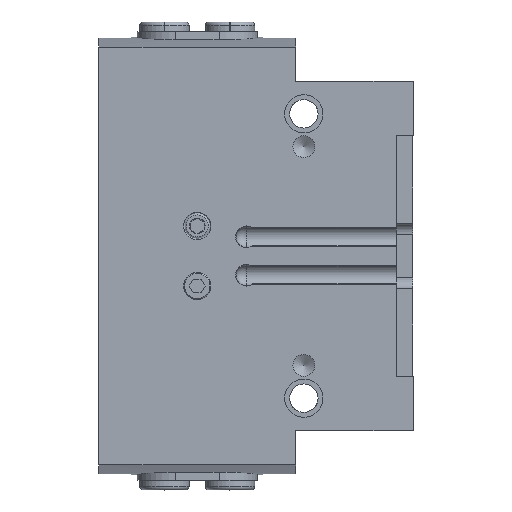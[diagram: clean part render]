
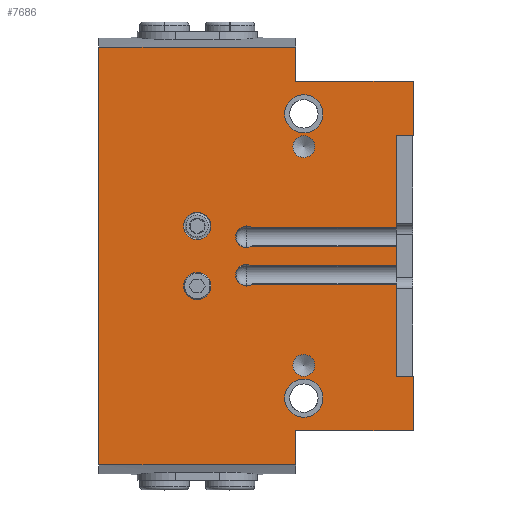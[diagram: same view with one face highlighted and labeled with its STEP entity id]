
A CAD part, left-side view. The second image highlights one B-rep face of the part: STEP entity #7686.
In plain terms, the highlighted planar face has unit normal (-1, 0, 0).
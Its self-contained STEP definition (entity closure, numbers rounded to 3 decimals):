
#364=CIRCLE('',#8140,2.5);
#365=CIRCLE('',#8141,2.5);
#366=CIRCLE('',#8142,2.);
#367=CIRCLE('',#8143,2.);
#368=CIRCLE('',#8144,3.5);
#369=CIRCLE('',#8145,3.5);
#370=CIRCLE('',#8146,2.);
#371=CIRCLE('',#8147,2.);
#817=ORIENTED_EDGE('',*,*,#2282,.F.);
#818=ORIENTED_EDGE('',*,*,#2283,.F.);
#819=ORIENTED_EDGE('',*,*,#2284,.F.);
#820=ORIENTED_EDGE('',*,*,#2285,.F.);
#821=ORIENTED_EDGE('',*,*,#2286,.F.);
#822=ORIENTED_EDGE('',*,*,#2287,.F.);
#823=ORIENTED_EDGE('',*,*,#2135,.T.);
#824=ORIENTED_EDGE('',*,*,#2288,.T.);
#825=ORIENTED_EDGE('',*,*,#2289,.T.);
#826=ORIENTED_EDGE('',*,*,#2207,.F.);
#827=ORIENTED_EDGE('',*,*,#2290,.F.);
#828=ORIENTED_EDGE('',*,*,#2176,.T.);
#829=ORIENTED_EDGE('',*,*,#2291,.T.);
#830=ORIENTED_EDGE('',*,*,#2138,.F.);
#831=ORIENTED_EDGE('',*,*,#2292,.F.);
#832=ORIENTED_EDGE('',*,*,#2172,.T.);
#833=ORIENTED_EDGE('',*,*,#2293,.T.);
#834=ORIENTED_EDGE('',*,*,#2294,.T.);
#835=ORIENTED_EDGE('',*,*,#2127,.T.);
#836=ORIENTED_EDGE('',*,*,#2295,.F.);
#837=ORIENTED_EDGE('',*,*,#2296,.T.);
#838=ORIENTED_EDGE('',*,*,#2045,.F.);
#839=ORIENTED_EDGE('',*,*,#2297,.F.);
#840=ORIENTED_EDGE('',*,*,#2055,.T.);
#841=ORIENTED_EDGE('',*,*,#2298,.T.);
#842=ORIENTED_EDGE('',*,*,#2299,.T.);
#2045=EDGE_CURVE('',#2796,#2793,#3336,.T.);
#2055=EDGE_CURVE('',#2807,#2806,#3339,.T.);
#2127=EDGE_CURVE('',#2877,#2878,#3373,.T.);
#2135=EDGE_CURVE('',#2886,#2884,#3378,.T.);
#2138=EDGE_CURVE('',#2888,#2889,#3381,.T.);
#2172=EDGE_CURVE('',#2915,#2914,#3404,.T.);
#2176=EDGE_CURVE('',#2919,#2918,#3406,.T.);
#2207=EDGE_CURVE('',#2942,#2943,#3428,.T.);
#2282=EDGE_CURVE('',#3000,#3000,#364,.F.);
#2283=EDGE_CURVE('',#3001,#3001,#365,.T.);
#2284=EDGE_CURVE('',#3002,#3002,#366,.T.);
#2285=EDGE_CURVE('',#3003,#3003,#367,.T.);
#2286=EDGE_CURVE('',#3004,#3004,#368,.T.);
#2287=EDGE_CURVE('',#3005,#3005,#369,.T.);
#2288=EDGE_CURVE('',#2884,#3006,#3477,.T.);
#2289=EDGE_CURVE('',#3006,#2943,#3478,.T.);
#2290=EDGE_CURVE('',#2919,#2942,#370,.T.);
#2291=EDGE_CURVE('',#2918,#2889,#3479,.T.);
#2292=EDGE_CURVE('',#2915,#2888,#371,.T.);
#2293=EDGE_CURVE('',#2914,#3007,#3480,.T.);
#2294=EDGE_CURVE('',#3007,#2877,#3481,.T.);
#2295=EDGE_CURVE('',#3008,#2878,#3482,.T.);
#2296=EDGE_CURVE('',#3008,#2793,#3483,.T.);
#2297=EDGE_CURVE('',#2807,#2796,#3484,.T.);
#2298=EDGE_CURVE('',#2806,#3009,#3485,.T.);
#2299=EDGE_CURVE('',#3009,#2886,#3486,.T.);
#2793=VERTEX_POINT('',#10329);
#2796=VERTEX_POINT('',#10334);
#2806=VERTEX_POINT('',#10375);
#2807=VERTEX_POINT('',#10377);
#2877=VERTEX_POINT('',#10683);
#2878=VERTEX_POINT('',#10684);
#2884=VERTEX_POINT('',#10698);
#2886=VERTEX_POINT('',#10701);
#2888=VERTEX_POINT('',#10707);
#2889=VERTEX_POINT('',#10708);
#2914=VERTEX_POINT('',#10795);
#2915=VERTEX_POINT('',#10797);
#2918=VERTEX_POINT('',#10808);
#2919=VERTEX_POINT('',#10810);
#2942=VERTEX_POINT('',#10893);
#2943=VERTEX_POINT('',#10894);
#3000=VERTEX_POINT('',#11099);
#3001=VERTEX_POINT('',#11101);
#3002=VERTEX_POINT('',#11103);
#3003=VERTEX_POINT('',#11105);
#3004=VERTEX_POINT('',#11107);
#3005=VERTEX_POINT('',#11109);
#3006=VERTEX_POINT('',#11111);
#3007=VERTEX_POINT('',#11117);
#3008=VERTEX_POINT('',#11120);
#3009=VERTEX_POINT('',#11124);
#3336=LINE('',#10335,#3804);
#3339=LINE('',#10376,#3807);
#3373=LINE('',#10682,#3841);
#3378=LINE('',#10700,#3846);
#3381=LINE('',#10706,#3849);
#3404=LINE('',#10796,#3872);
#3406=LINE('',#10809,#3874);
#3428=LINE('',#10892,#3896);
#3477=LINE('',#11110,#3945);
#3478=LINE('',#11112,#3946);
#3479=LINE('',#11114,#3947);
#3480=LINE('',#11116,#3948);
#3481=LINE('',#11118,#3949);
#3482=LINE('',#11119,#3950);
#3483=LINE('',#11121,#3951);
#3484=LINE('',#11122,#3952);
#3485=LINE('',#11123,#3953);
#3486=LINE('',#11125,#3954);
#3804=VECTOR('',#8650,1000.);
#3807=VECTOR('',#8661,1000.);
#3841=VECTOR('',#8771,1000.);
#3846=VECTOR('',#8784,1000.);
#3849=VECTOR('',#8789,1000.);
#3872=VECTOR('',#8842,1000.);
#3874=VECTOR('',#8848,1000.);
#3896=VECTOR('',#8896,1000.);
#3945=VECTOR('',#9025,1000.);
#3946=VECTOR('',#9026,1000.);
#3947=VECTOR('',#9029,1000.);
#3948=VECTOR('',#9032,1000.);
#3949=VECTOR('',#9033,1000.);
#3950=VECTOR('',#9034,1000.);
#3951=VECTOR('',#9035,1000.);
#3952=VECTOR('',#9036,1000.);
#3953=VECTOR('',#9037,1000.);
#3954=VECTOR('',#9038,1000.);
#4354=EDGE_LOOP('',(#817));
#4355=EDGE_LOOP('',(#818));
#4356=EDGE_LOOP('',(#819));
#4357=EDGE_LOOP('',(#820));
#4358=EDGE_LOOP('',(#821));
#4359=EDGE_LOOP('',(#822));
#4360=EDGE_LOOP('',(#823,#824,#825,#826,#827,#828,#829,#830,#831,#832,#833,
#834,#835,#836,#837,#838,#839,#840,#841,#842));
#4892=FACE_BOUND('',#4354,.T.);
#4893=FACE_BOUND('',#4355,.T.);
#4894=FACE_BOUND('',#4356,.T.);
#4895=FACE_BOUND('',#4357,.T.);
#4896=FACE_BOUND('',#4358,.T.);
#4897=FACE_BOUND('',#4359,.T.);
#4898=FACE_BOUND('',#4360,.T.);
#5375=PLANE('',#8139);
#7686=ADVANCED_FACE('',(#4892,#4893,#4894,#4895,#4896,#4897,#4898),#5375,
 .F.);
#8139=AXIS2_PLACEMENT_3D('',#11097,#9011,#9012);
#8140=AXIS2_PLACEMENT_3D('',#11098,#9013,#9014);
#8141=AXIS2_PLACEMENT_3D('',#11100,#9015,#9016);
#8142=AXIS2_PLACEMENT_3D('',#11102,#9017,#9018);
#8143=AXIS2_PLACEMENT_3D('',#11104,#9019,#9020);
#8144=AXIS2_PLACEMENT_3D('',#11106,#9021,#9022);
#8145=AXIS2_PLACEMENT_3D('',#11108,#9023,#9024);
#8146=AXIS2_PLACEMENT_3D('',#11113,#9027,#9028);
#8147=AXIS2_PLACEMENT_3D('',#11115,#9030,#9031);
#8650=DIRECTION('',(0.,-1.,0.));
#8661=DIRECTION('',(0.,-1.,0.));
#8771=DIRECTION('',(0.,0.,1.));
#8784=DIRECTION('',(0.,0.,1.));
#8789=DIRECTION('',(0.,-1.,0.));
#8842=DIRECTION('',(0.,-1.,0.));
#8848=DIRECTION('',(0.,-1.,0.));
#8896=DIRECTION('',(0.,-1.,0.));
#9011=DIRECTION('',(1.,0.,0.));
#9012=DIRECTION('',(0.,0.,-1.));
#9013=DIRECTION('',(1.,0.,0.));
#9014=DIRECTION('',(0.,0.,-1.));
#9015=DIRECTION('',(-1.,0.,0.));
#9016=DIRECTION('',(0.,0.,1.));
#9017=DIRECTION('',(-1.,0.,0.));
#9018=DIRECTION('',(0.,0.,1.));
#9019=DIRECTION('',(-1.,0.,0.));
#9020=DIRECTION('',(0.,0.,1.));
#9021=DIRECTION('',(-1.,0.,0.));
#9022=DIRECTION('',(0.,0.,1.));
#9023=DIRECTION('',(-1.,0.,0.));
#9024=DIRECTION('',(0.,0.,1.));
#9025=DIRECTION('',(0.,1.,0.));
#9026=DIRECTION('',(0.,0.,1.));
#9027=DIRECTION('',(-1.,0.,0.));
#9028=DIRECTION('',(0.,0.,1.));
#9029=DIRECTION('',(0.,0.,1.));
#9030=DIRECTION('',(-1.,0.,0.));
#9031=DIRECTION('',(0.,0.,1.));
#9032=DIRECTION('',(0.,0.,1.));
#9033=DIRECTION('',(0.,-1.,0.));
#9034=DIRECTION('',(0.,-1.,0.));
#9035=DIRECTION('',(0.,0.,1.));
#9036=DIRECTION('',(0.,0.,1.));
#9037=DIRECTION('',(0.,0.,1.));
#9038=DIRECTION('',(0.,-1.,0.));
#10329=CARTESIAN_POINT('',(-21.,21.5,38.223));
#10334=CARTESIAN_POINT('',(-21.,57.5,38.223));
#10335=CARTESIAN_POINT('',(-21.,57.5,38.223));
#10375=CARTESIAN_POINT('',(-21.,21.5,-38.223));
#10376=CARTESIAN_POINT('',(-21.,57.5,-38.223));
#10377=CARTESIAN_POINT('',(-21.,57.5,-38.223));
#10682=CARTESIAN_POINT('',(-21.,0.,-38.223));
#10683=CARTESIAN_POINT('',(-21.,0.,22.));
#10684=CARTESIAN_POINT('',(-21.,0.,32.));
#10698=CARTESIAN_POINT('',(-21.,0.,-22.));
#10700=CARTESIAN_POINT('',(-21.,0.,-38.223));
#10701=CARTESIAN_POINT('',(-21.,0.,-32.));
#10706=CARTESIAN_POINT('',(-21.,30.5,1.8));
#10707=CARTESIAN_POINT('',(-21.,29.446,1.8));
#10708=CARTESIAN_POINT('',(-21.,3.1,1.8));
#10795=CARTESIAN_POINT('',(-21.,3.1,5.2));
#10796=CARTESIAN_POINT('',(-21.,30.5,5.2));
#10797=CARTESIAN_POINT('',(-21.,29.446,5.2));
#10808=CARTESIAN_POINT('',(-21.,3.1,-1.8));
#10809=CARTESIAN_POINT('',(-21.,30.5,-1.8));
#10810=CARTESIAN_POINT('',(-21.,29.446,-1.8));
#10892=CARTESIAN_POINT('',(-21.,30.5,-5.2));
#10893=CARTESIAN_POINT('',(-21.,29.446,-5.2));
#10894=CARTESIAN_POINT('',(-21.,3.1,-5.2));
#11097=CARTESIAN_POINT('',(-21.,57.5,-38.223));
#11098=CARTESIAN_POINT('',(-21.,39.5,-5.5));
#11099=CARTESIAN_POINT('',(-21.,39.5,-8.));
#11100=CARTESIAN_POINT('',(-21.,39.5,5.5));
#11101=CARTESIAN_POINT('',(-21.,39.5,8.));
#11102=CARTESIAN_POINT('',(-21.,20.,20.));
#11103=CARTESIAN_POINT('',(-21.,20.,22.));
#11104=CARTESIAN_POINT('',(-21.,20.,-20.));
#11105=CARTESIAN_POINT('',(-21.,20.,-18.));
#11106=CARTESIAN_POINT('',(-21.,20.,26.));
#11107=CARTESIAN_POINT('',(-21.,20.,29.5));
#11108=CARTESIAN_POINT('',(-21.,20.,-26.));
#11109=CARTESIAN_POINT('',(-21.,20.,-22.5));
#11110=CARTESIAN_POINT('',(-21.,57.5,-22.));
#11111=CARTESIAN_POINT('',(-21.,3.1,-22.));
#11112=CARTESIAN_POINT('',(-21.,3.1,-38.223));
#11113=CARTESIAN_POINT('',(-21.,30.5,-3.5));
#11114=CARTESIAN_POINT('',(-21.,3.1,-38.223));
#11115=CARTESIAN_POINT('',(-21.,30.5,3.5));
#11116=CARTESIAN_POINT('',(-21.,3.1,-38.223));
#11117=CARTESIAN_POINT('',(-21.,3.1,22.));
#11118=CARTESIAN_POINT('',(-21.,57.5,22.));
#11119=CARTESIAN_POINT('',(-21.,21.5,32.));
#11120=CARTESIAN_POINT('',(-21.,21.5,32.));
#11121=CARTESIAN_POINT('',(-21.,21.5,-38.223));
#11122=CARTESIAN_POINT('',(-21.,57.5,-38.223));
#11123=CARTESIAN_POINT('',(-21.,21.5,-38.223));
#11124=CARTESIAN_POINT('',(-21.,21.5,-32.));
#11125=CARTESIAN_POINT('',(-21.,21.5,-32.));
